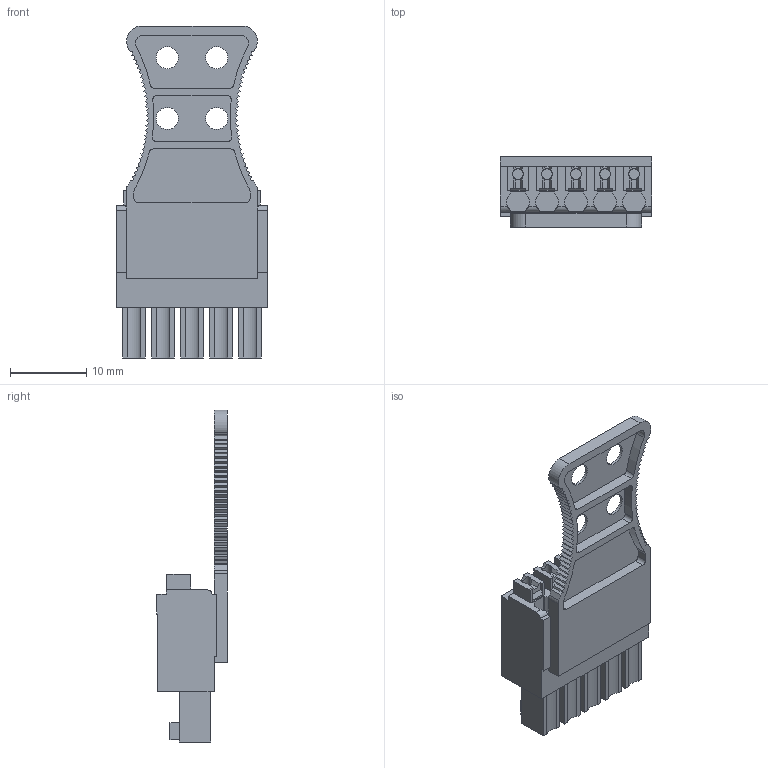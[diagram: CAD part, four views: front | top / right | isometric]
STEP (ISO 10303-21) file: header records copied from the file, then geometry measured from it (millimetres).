
FILE_DESCRIPTION(('CATIA V5 STEP Exchange','CAx-IF Rec.Pracs.--- Model Styling and Organization---1.2---2011-12-15'),'2;1');
FILE_NAME ('D1449914_0', '2018-09-11T12:39:50+00:00', ('none'), ('Weidmueller'), 'CATIA Version 5-6 Release 2014', 'CATIA V5 STEP AP214', 'none');
FILE_SCHEMA(('AUTOMOTIVE_DESIGN { 1 0 10303 214 1 1 1 1 }'));
Length unit declared in the file: millimetre
Products named in the file (1): 1231680000
Bounding box: 19.84 x 9.3 x 43.6 mm (x, y, z)
Volume: 2858.7 mm3; surface area: 3311.6 mm2
Topology: 7 solids, 7 shells, 423 faces, 1173 edges, 782 vertices
Faces by surface type: plane 352, cylinder 61, cone 10
Entity records: 12686 total; most frequent: CARTESIAN_POINT 2409, ORIENTED_EDGE 2346, DIRECTION 1714, EDGE_CURVE 1173, VECTOR 966, LINE 966, VERTEX_POINT 782, AXIS2_PLACEMENT_3D 461
